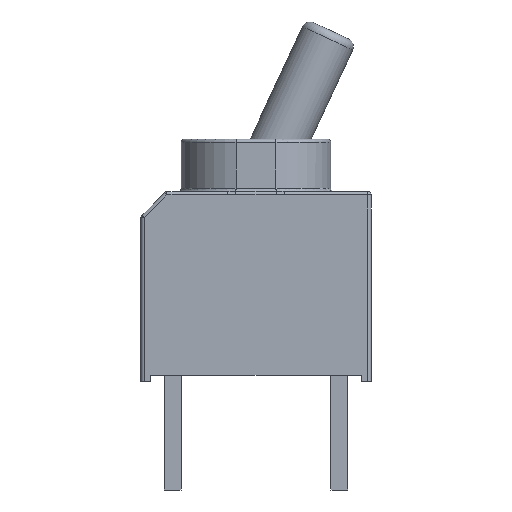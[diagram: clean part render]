
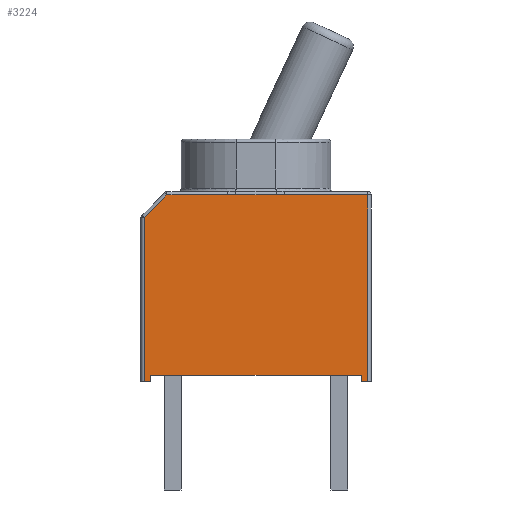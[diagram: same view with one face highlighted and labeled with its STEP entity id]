
A CAD part, left-side view. The second image highlights one B-rep face of the part: STEP entity #3224.
In plain terms, the highlighted planar face has unit normal (-1, 0, 0).
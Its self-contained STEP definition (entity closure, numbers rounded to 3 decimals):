
#947 = VERTEX_POINT('',#948);
#948 = CARTESIAN_POINT('',(-2.25,-3.205,0.2)
  );
#954 = EDGE_CURVE('',#947,#955,#957,.T.);
#955 = VERTEX_POINT('',#956);
#956 = CARTESIAN_POINT('',(-2.25,3.205,0.2));
#957 = LINE('',#958,#959);
#958 = CARTESIAN_POINT('',(-2.25,-3.205,0.2)
  );
#959 = VECTOR('',#960,1.);
#960 = DIRECTION('',(0.,1.,0.));
#3130 = EDGE_CURVE('',#3131,#3133,#3135,.T.);
#3131 = VERTEX_POINT('',#3132);
#3132 = CARTESIAN_POINT('',(-2.25,3.405,
    0.));
#3133 = VERTEX_POINT('',#3134);
#3134 = CARTESIAN_POINT('',(-2.25,3.205,
    0.));
#3135 = LINE('',#3136,#3137);
#3136 = CARTESIAN_POINT('',(-2.25,-3.505,
    0.));
#3137 = VECTOR('',#3138,1.);
#3138 = DIRECTION('',(0.,-1.,0.));
#3190 = VERTEX_POINT('',#3191);
#3191 = CARTESIAN_POINT('',(-2.25,-3.405,
    0.));
#3198 = EDGE_CURVE('',#3199,#3190,#3201,.T.);
#3199 = VERTEX_POINT('',#3200);
#3200 = CARTESIAN_POINT('',(-2.25,-3.205,
    0.));
#3201 = LINE('',#3202,#3203);
#3202 = CARTESIAN_POINT('',(-2.25,-3.505,
    0.));
#3203 = VECTOR('',#3204,1.);
#3204 = DIRECTION('',(0.,-1.,0.));
#3224 = ADVANCED_FACE('',(#3225),#3306,.F.);
#3225 = FACE_BOUND('',#3226,.T.);
#3226 = EDGE_LOOP('',(#3227,#3228,#3236,#3244,#3253,#3261,#3270,#3278,
    #3286,#3292,#3293,#3299,#3300));
#3227 = ORIENTED_EDGE('',*,*,#3198,.T.);
#3228 = ORIENTED_EDGE('',*,*,#3229,.T.);
#3229 = EDGE_CURVE('',#3190,#3230,#3232,.T.);
#3230 = VERTEX_POINT('',#3231);
#3231 = CARTESIAN_POINT('',(-2.25,-3.405,5.69)
  );
#3232 = LINE('',#3233,#3234);
#3233 = CARTESIAN_POINT('',(-2.25,-3.405,5.79)
  );
#3234 = VECTOR('',#3235,1.);
#3235 = DIRECTION('',(0.,0.,1.));
#3236 = ORIENTED_EDGE('',*,*,#3237,.T.);
#3237 = EDGE_CURVE('',#3230,#3238,#3240,.T.);
#3238 = VERTEX_POINT('',#3239);
#3239 = CARTESIAN_POINT('',(-2.25,-0.86,5.69
    ));
#3240 = LINE('',#3241,#3242);
#3241 = CARTESIAN_POINT('',(-2.25,2.755,5.69)
  );
#3242 = VECTOR('',#3243,1.);
#3243 = DIRECTION('',(0.,1.,0.));
#3244 = ORIENTED_EDGE('',*,*,#3245,.T.);
#3245 = EDGE_CURVE('',#3238,#3246,#3248,.T.);
#3246 = VERTEX_POINT('',#3247);
#3247 = CARTESIAN_POINT('',(-2.25,-0.612,
    5.702));
#3248 = B_SPLINE_CURVE_WITH_KNOTS('',3,(#3249,#3250,#3251,#3252),
  .UNSPECIFIED.,.F.,.F.,(4,4),(0.,0.),
  .PIECEWISE_BEZIER_KNOTS.);
#3249 = CARTESIAN_POINT('',(-2.25,-0.86,5.69
    ));
#3250 = CARTESIAN_POINT('',(-2.25,-0.777,5.69
    ));
#3251 = CARTESIAN_POINT('',(-2.25,-0.695,
    5.695));
#3252 = CARTESIAN_POINT('',(-2.25,-0.612,
    5.702));
#3253 = ORIENTED_EDGE('',*,*,#3254,.T.);
#3254 = EDGE_CURVE('',#3246,#3255,#3257,.T.);
#3255 = VERTEX_POINT('',#3256);
#3256 = CARTESIAN_POINT('',(-2.25,0.612,5.702
    ));
#3257 = LINE('',#3258,#3259);
#3258 = CARTESIAN_POINT('',(-2.25,-3.505,5.702
    ));
#3259 = VECTOR('',#3260,1.);
#3260 = DIRECTION('',(0.,1.,0.));
#3261 = ORIENTED_EDGE('',*,*,#3262,.T.);
#3262 = EDGE_CURVE('',#3255,#3263,#3265,.T.);
#3263 = VERTEX_POINT('',#3264);
#3264 = CARTESIAN_POINT('',(-2.25,0.86,5.69)
  );
#3265 = B_SPLINE_CURVE_WITH_KNOTS('',3,(#3266,#3267,#3268,#3269),
  .UNSPECIFIED.,.F.,.F.,(4,4),(0.,0.),
  .PIECEWISE_BEZIER_KNOTS.);
#3266 = CARTESIAN_POINT('',(-2.25,0.612,5.702
    ));
#3267 = CARTESIAN_POINT('',(-2.25,0.695,5.695
    ));
#3268 = CARTESIAN_POINT('',(-2.25,0.777,5.69)
  );
#3269 = CARTESIAN_POINT('',(-2.25,0.86,5.69)
  );
#3270 = ORIENTED_EDGE('',*,*,#3271,.T.);
#3271 = EDGE_CURVE('',#3263,#3272,#3274,.T.);
#3272 = VERTEX_POINT('',#3273);
#3273 = CARTESIAN_POINT('',(-2.25,2.714,5.69)
  );
#3274 = LINE('',#3275,#3276);
#3275 = CARTESIAN_POINT('',(-2.25,2.755,5.69)
  );
#3276 = VECTOR('',#3277,1.);
#3277 = DIRECTION('',(0.,1.,0.));
#3278 = ORIENTED_EDGE('',*,*,#3279,.T.);
#3279 = EDGE_CURVE('',#3272,#3280,#3282,.T.);
#3280 = VERTEX_POINT('',#3281);
#3281 = CARTESIAN_POINT('',(-2.25,3.405,4.999)
  );
#3282 = LINE('',#3283,#3284);
#3283 = CARTESIAN_POINT('',(-2.25,3.434,4.969
    ));
#3284 = VECTOR('',#3285,1.);
#3285 = DIRECTION('',(0.,0.707,
    -0.707));
#3286 = ORIENTED_EDGE('',*,*,#3287,.T.);
#3287 = EDGE_CURVE('',#3280,#3131,#3288,.T.);
#3288 = LINE('',#3289,#3290);
#3289 = CARTESIAN_POINT('',(-2.25,3.405,5.79)
  );
#3290 = VECTOR('',#3291,1.);
#3291 = DIRECTION('',(0.,0.,-1.));
#3292 = ORIENTED_EDGE('',*,*,#3130,.T.);
#3293 = ORIENTED_EDGE('',*,*,#3294,.F.);
#3294 = EDGE_CURVE('',#955,#3133,#3295,.T.);
#3295 = LINE('',#3296,#3297);
#3296 = CARTESIAN_POINT('',(-2.25,3.205,0.2)
  );
#3297 = VECTOR('',#3298,1.);
#3298 = DIRECTION('',(0.,0.,-1.));
#3299 = ORIENTED_EDGE('',*,*,#954,.F.);
#3300 = ORIENTED_EDGE('',*,*,#3301,.T.);
#3301 = EDGE_CURVE('',#947,#3199,#3302,.T.);
#3302 = LINE('',#3303,#3304);
#3303 = CARTESIAN_POINT('',(-2.25,-3.205,0.2)
  );
#3304 = VECTOR('',#3305,1.);
#3305 = DIRECTION('',(0.,0.,-1.));
#3306 = PLANE('',#3307);
#3307 = AXIS2_PLACEMENT_3D('',#3308,#3309,#3310);
#3308 = CARTESIAN_POINT('',(-2.25,-3.505,5.79)
  );
#3309 = DIRECTION('',(1.,0.,0.));
#3310 = DIRECTION('',(0.,1.,0.));
